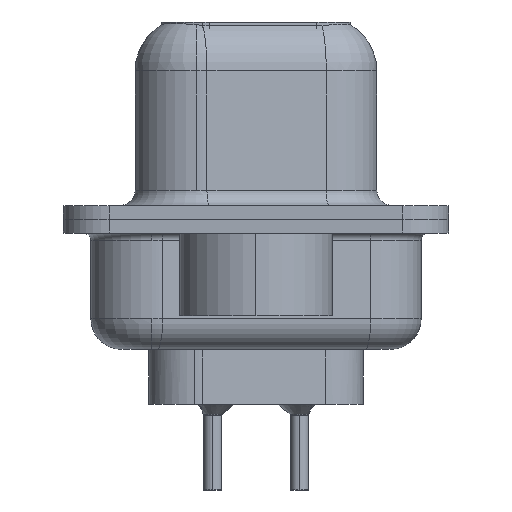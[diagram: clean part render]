
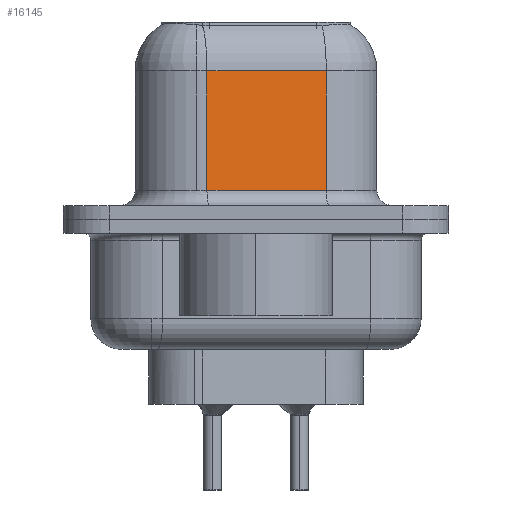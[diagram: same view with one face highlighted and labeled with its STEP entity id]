
A CAD part, left-side view. The second image highlights one B-rep face of the part: STEP entity #16145.
In plain terms, the highlighted planar face has unit normal (-0.985, -0.174, 0).
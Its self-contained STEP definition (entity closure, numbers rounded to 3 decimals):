
#80 = DIRECTION ( 'NONE',  ( 0.985, 0.174, 0. ) ) ;
#1031 = ORIENTED_EDGE ( 'NONE', *, *, #8869, .T. ) ;
#1188 = VECTOR ( 'NONE', #15611, 1000. ) ;
#1985 = CARTESIAN_POINT ( 'NONE',  ( 4.375, 1.603, 6.6 ) ) ;
#2317 = DIRECTION ( 'NONE',  ( 0., 0., -1. ) ) ;
#2398 = CARTESIAN_POINT ( 'NONE',  ( 5.063, -2.297, 6.6 ) ) ;
#2858 = LINE ( 'NONE', #2398, #7403 ) ;
#2994 = AXIS2_PLACEMENT_3D ( 'NONE', #15214, #80, #12012 ) ;
#3581 = ORIENTED_EDGE ( 'NONE', *, *, #20307, .F. ) ;
#4237 = CARTESIAN_POINT ( 'NONE',  ( 5.063, -2.297, 0.95 ) ) ;
#5663 = CARTESIAN_POINT ( 'NONE',  ( 5.063, -2.297, 4.85 ) ) ;
#5977 = CARTESIAN_POINT ( 'NONE',  ( 5.063, -2.297, 0.95 ) ) ;
#6576 = VERTEX_POINT ( 'NONE', #15973 ) ;
#7379 = VERTEX_POINT ( 'NONE', #14977 ) ;
#7403 = VECTOR ( 'NONE', #2317, 1000. ) ;
#7593 = EDGE_CURVE ( 'NONE', #6576, #7379, #18952, .T. ) ;
#7874 = LINE ( 'NONE', #1985, #13282 ) ;
#7931 = ORIENTED_EDGE ( 'NONE', *, *, #19776, .T. ) ;
#8869 = EDGE_CURVE ( 'NONE', #7379, #21761, #7874, .T. ) ;
#12012 = DIRECTION ( 'NONE',  ( -0.174, 0.985, 0. ) ) ;
#12117 = DIRECTION ( 'NONE',  ( 0., 0., -1. ) ) ;
#12727 = VERTEX_POINT ( 'NONE', #4237 ) ;
#13270 = EDGE_LOOP ( 'NONE', ( #3581, #13994, #1031, #7931 ) ) ;
#13282 = VECTOR ( 'NONE', #12117, 1000. ) ;
#13818 = FACE_OUTER_BOUND ( 'NONE', #13270, .T. ) ;
#13994 = ORIENTED_EDGE ( 'NONE', *, *, #7593, .T. ) ;
#14977 = CARTESIAN_POINT ( 'NONE',  ( 4.375, 1.603, 4.85 ) ) ;
#15214 = CARTESIAN_POINT ( 'NONE',  ( 5.063, -2.297, 6.6 ) ) ;
#15611 = DIRECTION ( 'NONE',  ( -0.174, 0.985, 0. ) ) ;
#15973 = CARTESIAN_POINT ( 'NONE',  ( 5.063, -2.297, 4.85 ) ) ;
#16145 = ADVANCED_FACE ( 'NONE', ( #13818 ), #20180, .F. ) ;
#17114 = DIRECTION ( 'NONE',  ( 0.174, -0.985, 0. ) ) ;
#18952 = LINE ( 'NONE', #5663, #1188 ) ;
#18997 = LINE ( 'NONE', #5977, #20051 ) ;
#19776 = EDGE_CURVE ( 'NONE', #21761, #12727, #18997, .T. ) ;
#20051 = VECTOR ( 'NONE', #17114, 1000. ) ;
#20180 = PLANE ( 'NONE',  #2994 ) ;
#20307 = EDGE_CURVE ( 'NONE', #6576, #12727, #2858, .T. ) ;
#20338 = CARTESIAN_POINT ( 'NONE',  ( 4.375, 1.603, 0.95 ) ) ;
#21761 = VERTEX_POINT ( 'NONE', #20338 ) ;
